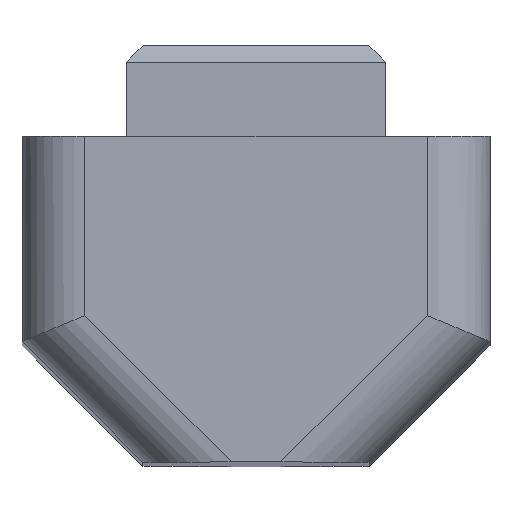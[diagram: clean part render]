
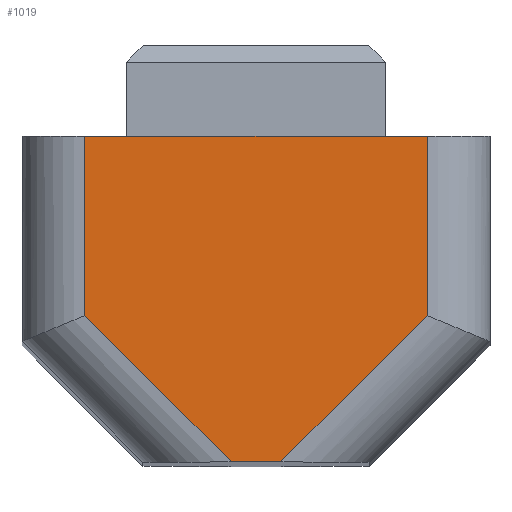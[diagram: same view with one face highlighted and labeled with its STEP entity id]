
A CAD part, top view. The second image highlights one B-rep face of the part: STEP entity #1019.
In plain terms, the highlighted planar face has unit normal (0, 0, 1).
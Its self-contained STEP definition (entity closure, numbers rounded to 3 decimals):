
#89=FACE_OUTER_BOUND('',#149,.T.);
#149=EDGE_LOOP('',(#731,#732,#733,#734,#735,#736));
#232=LINE('',#1553,#346);
#233=LINE('',#1557,#347);
#235=LINE('',#1563,#349);
#236=LINE('',#1565,#350);
#237=LINE('',#1567,#351);
#238=LINE('',#1568,#352);
#346=VECTOR('',#1240,10.);
#347=VECTOR('',#1245,10.);
#349=VECTOR('',#1251,10.);
#350=VECTOR('',#1252,10.);
#351=VECTOR('',#1253,10.);
#352=VECTOR('',#1254,10.);
#449=VERTEX_POINT('',#1550);
#450=VERTEX_POINT('',#1552);
#451=VERTEX_POINT('',#1556);
#453=VERTEX_POINT('',#1562);
#454=VERTEX_POINT('',#1564);
#455=VERTEX_POINT('',#1566);
#555=EDGE_CURVE('',#449,#450,#232,.T.);
#557=EDGE_CURVE('',#450,#451,#233,.T.);
#560=EDGE_CURVE('',#449,#453,#235,.T.);
#561=EDGE_CURVE('',#454,#453,#236,.T.);
#562=EDGE_CURVE('',#455,#454,#237,.T.);
#563=EDGE_CURVE('',#455,#451,#238,.T.);
#731=ORIENTED_EDGE('',*,*,#557,.F.);
#732=ORIENTED_EDGE('',*,*,#555,.F.);
#733=ORIENTED_EDGE('',*,*,#560,.T.);
#734=ORIENTED_EDGE('',*,*,#561,.F.);
#735=ORIENTED_EDGE('',*,*,#562,.F.);
#736=ORIENTED_EDGE('',*,*,#563,.T.);
#977=PLANE('',#1096);
#1019=ADVANCED_FACE('',(#89),#977,.T.);
#1096=AXIS2_PLACEMENT_3D('',#1561,#1249,#1250);
#1240=DIRECTION('',(0.,-1.,0.));
#1245=DIRECTION('',(-0.707,-0.707,0.));
#1249=DIRECTION('center_axis',(0.,0.,1.));
#1250=DIRECTION('ref_axis',(1.,0.,0.));
#1251=DIRECTION('',(-1.,0.,0.));
#1252=DIRECTION('',(0.,1.,0.));
#1253=DIRECTION('',(-0.707,0.707,0.));
#1254=DIRECTION('',(1.,0.,0.));
#1550=CARTESIAN_POINT('',(2.05,4.,15.5));
#1552=CARTESIAN_POINT('',(2.05,1.852,15.5));
#1553=CARTESIAN_POINT('',(2.05,1.796,15.5));
#1556=CARTESIAN_POINT('',(0.298,0.1,15.5));
#1557=CARTESIAN_POINT('',(0.976,0.778,15.5));
#1561=CARTESIAN_POINT('Origin',(0.,2.05,15.5));
#1562=CARTESIAN_POINT('',(-2.05,4.,15.5));
#1563=CARTESIAN_POINT('',(2.8,4.,15.5));
#1564=CARTESIAN_POINT('',(-2.05,1.852,15.5));
#1565=CARTESIAN_POINT('',(-2.05,3.025,15.5));
#1566=CARTESIAN_POINT('',(-0.298,0.1,15.5));
#1567=CARTESIAN_POINT('',(-1.697,1.499,15.5));
#1568=CARTESIAN_POINT('',(0.,0.1,15.5));
